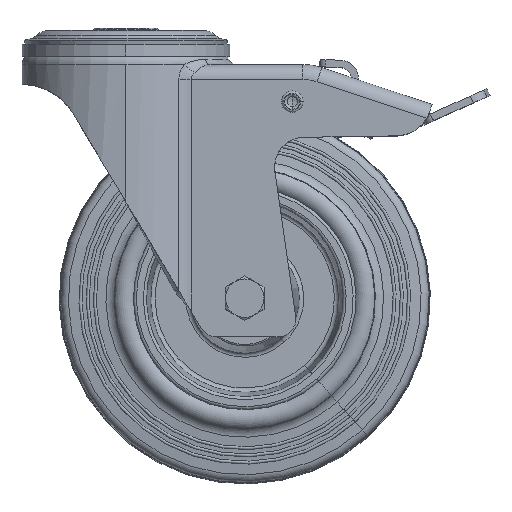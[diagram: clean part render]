
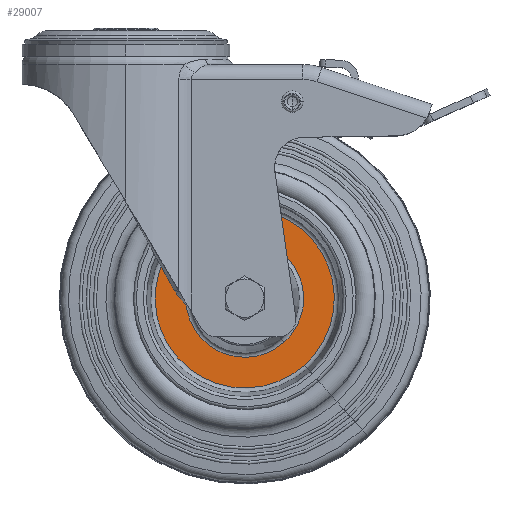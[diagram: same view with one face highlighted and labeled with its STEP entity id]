
A CAD part, top view. The second image highlights one B-rep face of the part: STEP entity #29007.
In plain terms, the highlighted planar face has unit normal (0, 0, 1).
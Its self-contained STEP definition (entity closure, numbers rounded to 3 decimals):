
#1005 = CARTESIAN_POINT ( 'NONE',  ( 19.913, -68.489, 2. ) ) ;
#1819 = ORIENTED_EDGE ( 'NONE', *, *, #27733, .T. ) ;
#1855 = CARTESIAN_POINT ( 'NONE',  ( 26.787, -76.193, 2. ) ) ;
#2302 = EDGE_LOOP ( 'NONE', ( #28619, #1819 ) ) ;
#4264 = FACE_OUTER_BOUND ( 'NONE', #13504, .T. ) ;
#4592 = DIRECTION ( 'NONE',  ( 0.666, -0.746, 0. ) ) ;
#5179 = DIRECTION ( 'NONE',  ( 0., 0., -1. ) ) ;
#5681 = AXIS2_PLACEMENT_3D ( 'NONE', #20235, #30719, #4592 ) ;
#6993 = DIRECTION ( 'NONE',  ( 0., 0., -1. ) ) ;
#7470 = CARTESIAN_POINT ( 'NONE',  ( 60.087, -113.511, 2. ) ) ;
#7766 = CARTESIAN_POINT ( 'NONE',  ( 40., -91., 2. ) ) ;
#8316 = AXIS2_PLACEMENT_3D ( 'NONE', #23598, #31489, #12791 ) ;
#8987 = EDGE_CURVE ( 'NONE', #28519, #25896, #24767, .T. ) ;
#12007 = EDGE_CURVE ( 'NONE', #32063, #14122, #33540, .T. ) ;
#12791 = DIRECTION ( 'NONE',  ( 0.666, -0.746, 0. ) ) ;
#12816 = DIRECTION ( 'NONE',  ( 0., 0., 1. ) ) ;
#13164 = CARTESIAN_POINT ( 'NONE',  ( 40., -91., 2. ) ) ;
#13504 = EDGE_LOOP ( 'NONE', ( #33927, #14681 ) ) ;
#14122 = VERTEX_POINT ( 'NONE', #1005 ) ;
#14681 = ORIENTED_EDGE ( 'NONE', *, *, #17749, .T. ) ;
#14755 = CARTESIAN_POINT ( 'NONE',  ( 40., -91., 2. ) ) ;
#15689 = DIRECTION ( 'NONE',  ( 0.666, -0.746, 0. ) ) ;
#16661 = AXIS2_PLACEMENT_3D ( 'NONE', #13164, #12816, #20710 ) ;
#17749 = EDGE_CURVE ( 'NONE', #14122, #32063, #24846, .T. ) ;
#19303 = AXIS2_PLACEMENT_3D ( 'NONE', #7766, #5179, #15689 ) ;
#20235 = CARTESIAN_POINT ( 'NONE',  ( 19.027, -67.497, 2. ) ) ;
#20710 = DIRECTION ( 'NONE',  ( 0.666, -0.746, 0. ) ) ;
#20721 = DIRECTION ( 'NONE',  ( 0.666, -0.746, 0. ) ) ;
#20863 = AXIS2_PLACEMENT_3D ( 'NONE', #14755, #6993, #20721 ) ;
#21728 = CARTESIAN_POINT ( 'NONE',  ( 53.213, -105.807, 2. ) ) ;
#23598 = CARTESIAN_POINT ( 'NONE',  ( 40., -91., 2. ) ) ;
#24767 = CIRCLE ( 'NONE', #19303, 19.846 ) ;
#24846 = CIRCLE ( 'NONE', #16661, 30.17 ) ;
#24888 = FACE_BOUND ( 'NONE', #2302, .T. ) ;
#25760 = CIRCLE ( 'NONE', #20863, 19.846 ) ;
#25896 = VERTEX_POINT ( 'NONE', #1855 ) ;
#27733 = EDGE_CURVE ( 'NONE', #25896, #28519, #25760, .T. ) ;
#28519 = VERTEX_POINT ( 'NONE', #21728 ) ;
#28619 = ORIENTED_EDGE ( 'NONE', *, *, #8987, .T. ) ;
#29007 = ADVANCED_FACE ( 'NONE', ( #24888, #4264 ), #32787, .F. ) ;
#30719 = DIRECTION ( 'NONE',  ( 0., 0., -1. ) ) ;
#31489 = DIRECTION ( 'NONE',  ( 0., 0., 1. ) ) ;
#32063 = VERTEX_POINT ( 'NONE', #7470 ) ;
#32787 = PLANE ( 'NONE',  #5681 ) ;
#33540 = CIRCLE ( 'NONE', #8316, 30.17 ) ;
#33927 = ORIENTED_EDGE ( 'NONE', *, *, #12007, .T. ) ;
